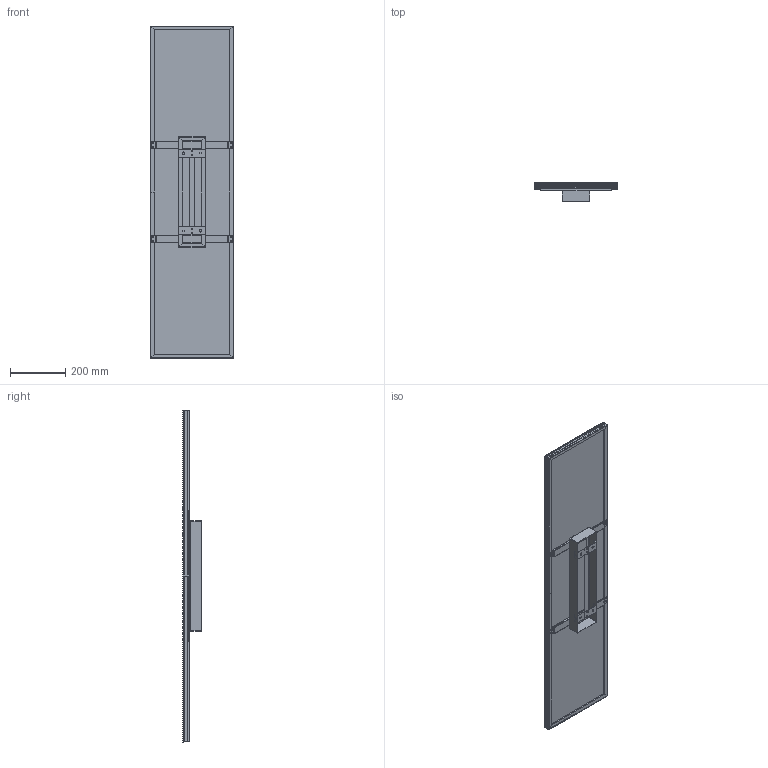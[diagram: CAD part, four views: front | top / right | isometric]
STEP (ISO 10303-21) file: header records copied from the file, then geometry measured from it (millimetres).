
FILE_DESCRIPTION (( 'STEP AP214' ), '1' );
FILE_NAME ('SUNatHOME Planon Frameless_120x30_d.STEP', '2021-08-17T08:07:18', ( '' ), ( '' ), 'SwSTEP 2.0', 'SolidWorks 2020', '' );
FILE_SCHEMA (( 'AUTOMOTIVE_DESIGN' ));
Length unit declared in the file: millimetre
Products named in the file (1): SUNatHOME Planon Frameless_120x30_d
Bounding box: 300 x 67.99 x 1200 mm (x, y, z)
Volume: 2719105.9 mm3; surface area: 2611525.3 mm2
Topology: 11 solids, 11 shells, 412 faces, 1048 edges, 662 vertices
Faces by surface type: plane 256, cylinder 124, sphere 16, bspline 16
Entity records: 18060 total; most frequent: CARTESIAN_POINT 3291, ORIENTED_EDGE 2096, DIRECTION 2090, EDGE_CURVE 1048, VECTOR 704, LINE 704, AXIS2_PLACEMENT_3D 693, VERTEX_POINT 662
